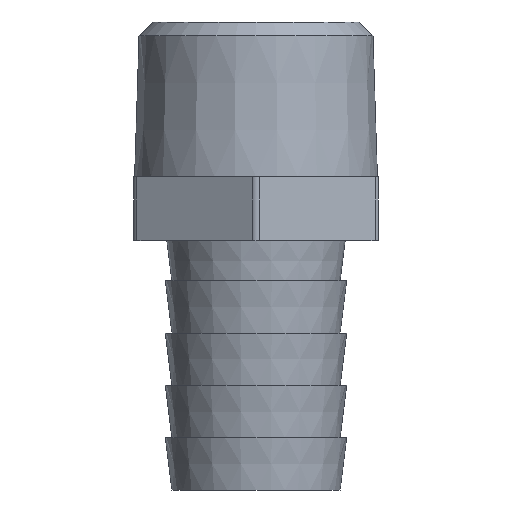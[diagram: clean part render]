
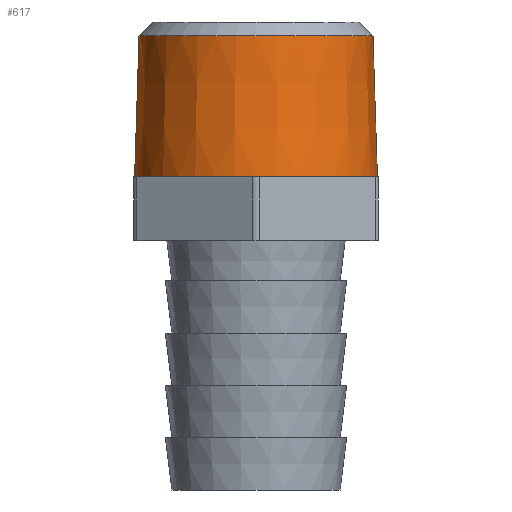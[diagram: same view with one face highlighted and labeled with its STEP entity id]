
A CAD part, front view. The second image highlights one B-rep face of the part: STEP entity #617.
In plain terms, the highlighted conical face has half-angle 1.79 degrees and reference radius 13.373 mm.
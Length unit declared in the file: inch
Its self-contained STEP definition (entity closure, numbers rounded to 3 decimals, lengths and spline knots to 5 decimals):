
#81 = CARTESIAN_POINT ( 'NONE',  ( -0.5265, 0., 0.1385 ) ) ;
#97 = EDGE_CURVE ( 'NONE', #254, #451, #624, .T. ) ;
#108 = CIRCLE ( 'NONE', #300, 0.5265 ) ;
#152 = LINE ( 'NONE', #565, #636 ) ;
#228 = CARTESIAN_POINT ( 'NONE',  ( -0.5265, 0., 0.1385 ) ) ;
#254 = VERTEX_POINT ( 'NONE', #909 ) ;
#288 = DIRECTION ( 'NONE',  ( 0.031, 0., -1. ) ) ;
#294 = FACE_OUTER_BOUND ( 'NONE', #429, .T. ) ;
#300 = AXIS2_PLACEMENT_3D ( 'NONE', #855, #327, #952 ) ;
#327 = DIRECTION ( 'NONE',  ( 0., 0., 1. ) ) ;
#345 = ORIENTED_EDGE ( 'NONE', *, *, #1019, .T. ) ;
#346 = DIRECTION ( 'NONE',  ( 1., 0., 0. ) ) ;
#355 = VECTOR ( 'NONE', #449, 39.37008 ) ;
#393 = CARTESIAN_POINT ( 'NONE',  ( 0.5265, 0., 0.1385 ) ) ;
#395 = EDGE_CURVE ( 'NONE', #1132, #254, #556, .T. ) ;
#398 = VERTEX_POINT ( 'NONE', #393 ) ;
#429 = EDGE_LOOP ( 'NONE', ( #723, #1159, #345, #726 ) ) ;
#449 = DIRECTION ( 'NONE',  ( -0.031, 0., -1. ) ) ;
#451 = VERTEX_POINT ( 'NONE', #228 ) ;
#503 = DIRECTION ( 'NONE',  ( 0., 0., -1. ) ) ;
#556 = CIRCLE ( 'NONE', #843, 0.5074 ) ;
#565 = CARTESIAN_POINT ( 'NONE',  ( 0.5265, 0., 0.1385 ) ) ;
#617 = ADVANCED_FACE ( 'NONE', ( #294 ), #720, .T. ) ;
#624 = LINE ( 'NONE', #81, #355 ) ;
#636 = VECTOR ( 'NONE', #288, 39.37008 ) ;
#720 = CONICAL_SURFACE ( 'NONE', #871, 0.5265, 0.031 ) ;
#723 = ORIENTED_EDGE ( 'NONE', *, *, #395, .T. ) ;
#725 = EDGE_CURVE ( 'NONE', #1132, #398, #152, .T. ) ;
#726 = ORIENTED_EDGE ( 'NONE', *, *, #725, .F. ) ;
#785 = DIRECTION ( 'NONE',  ( 0., 0., -1. ) ) ;
#843 = AXIS2_PLACEMENT_3D ( 'NONE', #1026, #503, #1121 ) ;
#855 = CARTESIAN_POINT ( 'NONE',  ( 0., 0., 0.1385 ) ) ;
#871 = AXIS2_PLACEMENT_3D ( 'NONE', #971, #785, #346 ) ;
#909 = CARTESIAN_POINT ( 'NONE',  ( -0.5074, 0., 0.74953 ) ) ;
#952 = DIRECTION ( 'NONE',  ( 1., 0., 0. ) ) ;
#971 = CARTESIAN_POINT ( 'NONE',  ( 0., 0., 0.1385 ) ) ;
#1019 = EDGE_CURVE ( 'NONE', #451, #398, #108, .T. ) ;
#1026 = CARTESIAN_POINT ( 'NONE',  ( 0., 0., 0.74953 ) ) ;
#1053 = CARTESIAN_POINT ( 'NONE',  ( 0.5074, 0., 0.74953 ) ) ;
#1121 = DIRECTION ( 'NONE',  ( -1., 0., 0. ) ) ;
#1132 = VERTEX_POINT ( 'NONE', #1053 ) ;
#1159 = ORIENTED_EDGE ( 'NONE', *, *, #97, .T. ) ;
